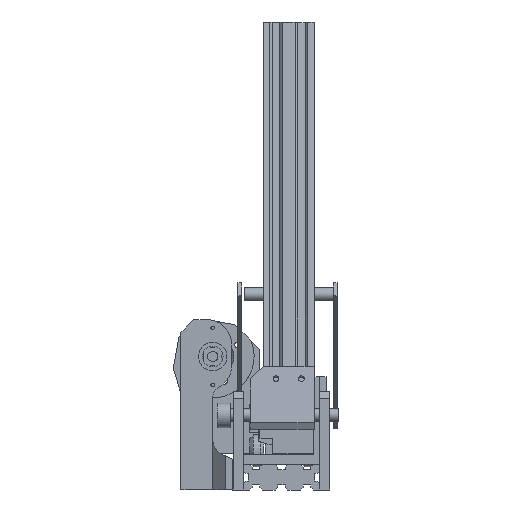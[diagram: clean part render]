
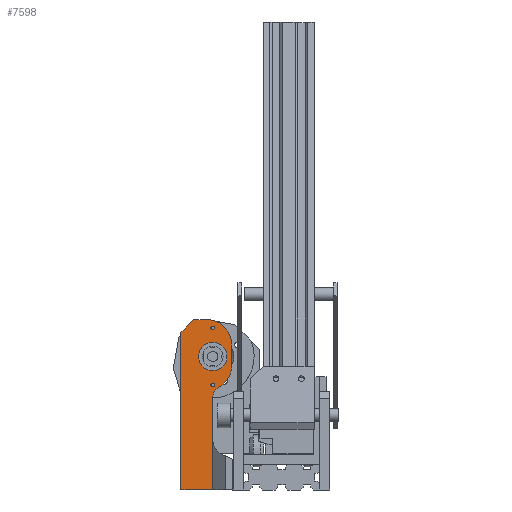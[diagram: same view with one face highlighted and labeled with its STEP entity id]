
A CAD part, front view. The second image highlights one B-rep face of the part: STEP entity #7598.
In plain terms, the highlighted planar face has unit normal (0, -1, 0).
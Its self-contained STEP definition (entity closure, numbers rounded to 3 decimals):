
#217=FACE_BOUND('',#1483,.T.);
#218=FACE_BOUND('',#1484,.T.);
#219=FACE_BOUND('',#1485,.T.);
#546=PLANE('',#8327);
#942=FACE_OUTER_BOUND('',#1482,.T.);
#1482=EDGE_LOOP('',(#6987,#6988,#6989,#6990,#6991,#6992,#6993,#6994,#6995,
#6996,#6997));
#1483=EDGE_LOOP('',(#6998));
#1484=EDGE_LOOP('',(#6999));
#1485=EDGE_LOOP('',(#7000));
#1756=CIRCLE('',#8325,20.);
#1757=CIRCLE('',#8328,12.5);
#1758=CIRCLE('',#8329,9.);
#1759=CIRCLE('',#8330,20.);
#1760=CIRCLE('',#8331,11.125);
#1761=CIRCLE('',#8332,1.4);
#1762=CIRCLE('',#8333,1.4);
#2476=LINE('',#12840,#3217);
#2479=LINE('',#12846,#3220);
#2480=LINE('',#12848,#3221);
#2481=LINE('',#12850,#3222);
#2482=LINE('',#12852,#3223);
#2483=LINE('',#12854,#3224);
#2484=LINE('',#12858,#3225);
#3217=VECTOR('',#10343,10.);
#3220=VECTOR('',#10348,10.);
#3221=VECTOR('',#10349,10.);
#3222=VECTOR('',#10350,10.);
#3223=VECTOR('',#10351,10.);
#3224=VECTOR('',#10352,10.);
#3225=VECTOR('',#10355,10.);
#3930=VERTEX_POINT('',#12833);
#3931=VERTEX_POINT('',#12835);
#3932=VERTEX_POINT('',#12839);
#3934=VERTEX_POINT('',#12845);
#3935=VERTEX_POINT('',#12847);
#3936=VERTEX_POINT('',#12849);
#3937=VERTEX_POINT('',#12851);
#3938=VERTEX_POINT('',#12853);
#3939=VERTEX_POINT('',#12855);
#3940=VERTEX_POINT('',#12857);
#3941=VERTEX_POINT('',#12859);
#3942=VERTEX_POINT('',#12862);
#3943=VERTEX_POINT('',#12864);
#3944=VERTEX_POINT('',#12866);
#4954=EDGE_CURVE('',#3930,#3931,#1756,.T.);
#4956=EDGE_CURVE('',#3931,#3932,#2476,.F.);
#4959=EDGE_CURVE('',#3934,#3930,#2479,.T.);
#4960=EDGE_CURVE('',#3935,#3934,#2480,.T.);
#4961=EDGE_CURVE('',#3936,#3935,#2481,.T.);
#4962=EDGE_CURVE('',#3937,#3936,#2482,.T.);
#4963=EDGE_CURVE('',#3938,#3937,#2483,.T.);
#4964=EDGE_CURVE('',#3938,#3939,#1757,.F.);
#4965=EDGE_CURVE('',#3940,#3939,#2484,.T.);
#4966=EDGE_CURVE('',#3941,#3940,#1758,.T.);
#4967=EDGE_CURVE('',#3932,#3941,#1759,.T.);
#4968=EDGE_CURVE('',#3942,#3942,#1760,.T.);
#4969=EDGE_CURVE('',#3943,#3943,#1761,.F.);
#4970=EDGE_CURVE('',#3944,#3944,#1762,.F.);
#6987=ORIENTED_EDGE('',*,*,#4954,.F.);
#6988=ORIENTED_EDGE('',*,*,#4959,.F.);
#6989=ORIENTED_EDGE('',*,*,#4960,.F.);
#6990=ORIENTED_EDGE('',*,*,#4961,.F.);
#6991=ORIENTED_EDGE('',*,*,#4962,.F.);
#6992=ORIENTED_EDGE('',*,*,#4963,.F.);
#6993=ORIENTED_EDGE('',*,*,#4964,.T.);
#6994=ORIENTED_EDGE('',*,*,#4965,.F.);
#6995=ORIENTED_EDGE('',*,*,#4966,.F.);
#6996=ORIENTED_EDGE('',*,*,#4967,.F.);
#6997=ORIENTED_EDGE('',*,*,#4956,.F.);
#6998=ORIENTED_EDGE('',*,*,#4968,.T.);
#6999=ORIENTED_EDGE('',*,*,#4969,.T.);
#7000=ORIENTED_EDGE('',*,*,#4970,.T.);
#7598=ADVANCED_FACE('',(#942,#217,#218,#219),#546,.T.);
#8325=AXIS2_PLACEMENT_3D('',#12836,#10338,#10339);
#8327=AXIS2_PLACEMENT_3D('',#12844,#10346,#10347);
#8328=AXIS2_PLACEMENT_3D('',#12856,#10353,#10354);
#8329=AXIS2_PLACEMENT_3D('',#12860,#10356,#10357);
#8330=AXIS2_PLACEMENT_3D('',#12861,#10358,#10359);
#8331=AXIS2_PLACEMENT_3D('',#12863,#10360,#10361);
#8332=AXIS2_PLACEMENT_3D('',#12865,#10362,#10363);
#8333=AXIS2_PLACEMENT_3D('',#12867,#10364,#10365);
#10338=DIRECTION('center_axis',(0.,1.,0.));
#10339=DIRECTION('ref_axis',(0.707,0.,0.707));
#10343=DIRECTION('',(0.,0.,1.));
#10346=DIRECTION('center_axis',(0.,-1.,0.));
#10347=DIRECTION('ref_axis',(0.,0.,
1.));
#10348=DIRECTION('',(1.,0.,0.));
#10349=DIRECTION('',(0.707,0.,0.707));
#10350=DIRECTION('',(0.,0.,1.));
#10351=DIRECTION('',(-1.,0.,0.));
#10352=DIRECTION('',(0.,0.,-1.));
#10353=DIRECTION('center_axis',(0.,-1.,0.));
#10354=DIRECTION('ref_axis',(-0.837,0.,-0.546));
#10355=DIRECTION('',(0.,0.,-1.));
#10356=DIRECTION('center_axis',(0.,-1.,0.));
#10357=DIRECTION('ref_axis',(-0.861,0.,0.509));
#10358=DIRECTION('center_axis',(0.,1.,0.));
#10359=DIRECTION('ref_axis',(0.707,0.,-0.707));
#10360=DIRECTION('center_axis',(0.,1.,0.));
#10361=DIRECTION('ref_axis',(0.,0.,
1.));
#10362=DIRECTION('center_axis',(0.,-1.,0.));
#10363=DIRECTION('ref_axis',(0.,0.,
1.));
#10364=DIRECTION('center_axis',(0.,-1.,0.));
#10365=DIRECTION('ref_axis',(0.,0.,
1.));
#12833=CARTESIAN_POINT('',(-133.924,-43.044,73.807));
#12835=CARTESIAN_POINT('',(-113.924,-43.044,53.807));
#12836=CARTESIAN_POINT('Origin',(-133.924,-43.044,53.807));
#12839=CARTESIAN_POINT('',(-113.924,-43.044,37.807));
#12840=CARTESIAN_POINT('',(-113.924,-43.044,52.307));
#12844=CARTESIAN_POINT('Origin',(-128.924,-43.044,44.807));
#12845=CARTESIAN_POINT('',(-143.924,-43.044,73.807));
#12846=CARTESIAN_POINT('',(-136.424,-43.044,73.807));
#12847=CARTESIAN_POINT('',(-153.924,-43.044,63.807));
#12848=CARTESIAN_POINT('',(-149.924,-43.044,67.807));
#12849=CARTESIAN_POINT('',(-153.924,-43.044,-60.));
#12850=CARTESIAN_POINT('',(-153.924,-43.044,37.307));
#12851=CARTESIAN_POINT('',(-128.894,-43.044,-60.));
#12852=CARTESIAN_POINT('',(-121.424,-43.044,-60.));
#12853=CARTESIAN_POINT('',(-128.894,-43.044,-21.613));
#12854=CARTESIAN_POINT('',(-128.894,-43.044,5.197));
#12855=CARTESIAN_POINT('',(-128.924,-43.044,-20.751));
#12856=CARTESIAN_POINT('Origin',(-116.424,-43.044,-20.751));
#12857=CARTESIAN_POINT('',(-128.924,-43.044,12.411));
#12858=CARTESIAN_POINT('',(-128.924,-43.044,31.307));
#12859=CARTESIAN_POINT('',(-124.269,-43.044,20.292));
#12860=CARTESIAN_POINT('Origin',(-119.924,-43.044,12.411));
#12861=CARTESIAN_POINT('Origin',(-133.924,-43.044,37.807));
#12862=CARTESIAN_POINT('',(-128.924,-43.044,33.682));
#12863=CARTESIAN_POINT('Origin',(-128.924,-43.044,44.807));
#12864=CARTESIAN_POINT('',(-128.924,-43.044,65.907));
#12865=CARTESIAN_POINT('Origin',(-128.924,-43.044,67.307));
#12866=CARTESIAN_POINT('',(-128.924,-43.044,20.907));
#12867=CARTESIAN_POINT('Origin',(-128.924,-43.044,22.307));
